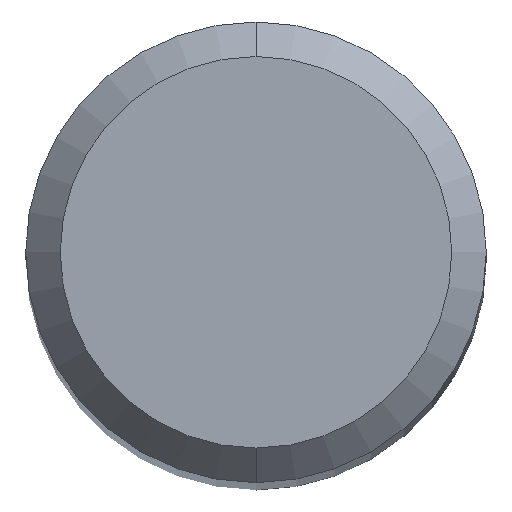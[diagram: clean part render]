
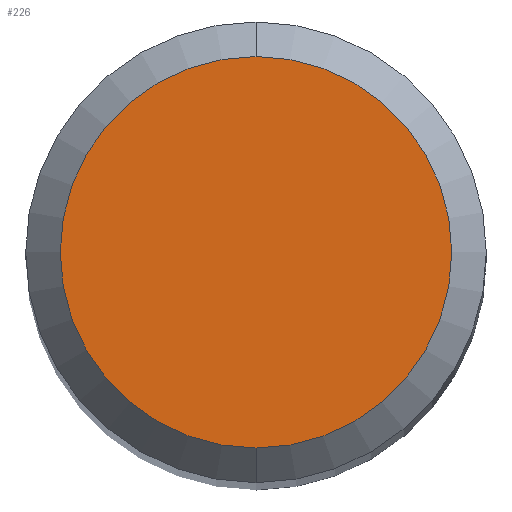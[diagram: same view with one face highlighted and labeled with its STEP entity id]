
A CAD part, top view. The second image highlights one B-rep face of the part: STEP entity #226.
In plain terms, the highlighted planar face has unit normal (0, 0, 1).
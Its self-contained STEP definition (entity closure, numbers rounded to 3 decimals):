
#172=EDGE_CURVE('',#180,#224,#330,.T.);
#180=VERTEX_POINT('',#339);
#220=EDGE_CURVE('',#224,#180,#383,.T.);
#224=VERTEX_POINT('',#389);
#226=ADVANCED_FACE('',(#391),#392,.T.);
#330=CIRCLE('',#514,1.7);
#339=CARTESIAN_POINT('',(0.,-1.7,0.0));
#383=CIRCLE('',#578,1.7);
#389=CARTESIAN_POINT('',(0.0,1.7,0.0));
#391=FACE_OUTER_BOUND('',#586,.T.);
#392=PLANE('',#587);
#514=AXIS2_PLACEMENT_3D('',#692,#693,#694);
#578=AXIS2_PLACEMENT_3D('',#763,#764,#765);
#586=EDGE_LOOP('',(#775,#776));
#587=AXIS2_PLACEMENT_3D('',#777,#778,#779);
#692=CARTESIAN_POINT('',(0.0,0.0,0.0));
#693=DIRECTION('',(0.0,0.0,-1.0));
#694=DIRECTION('',(0.0,1.0,0.0));
#763=CARTESIAN_POINT('',(0.0,0.0,0.0));
#764=DIRECTION('',(0.0,0.0,-1.0));
#765=DIRECTION('',(0.0,1.0,0.0));
#775=ORIENTED_EDGE('',*,*,#220,.F.);
#776=ORIENTED_EDGE('',*,*,#172,.F.);
#777=CARTESIAN_POINT('',(0.0,0.85,0.0));
#778=DIRECTION('',(-0.0,0.0,1.0));
#779=DIRECTION('',(0.0,-1.0,0.0));
